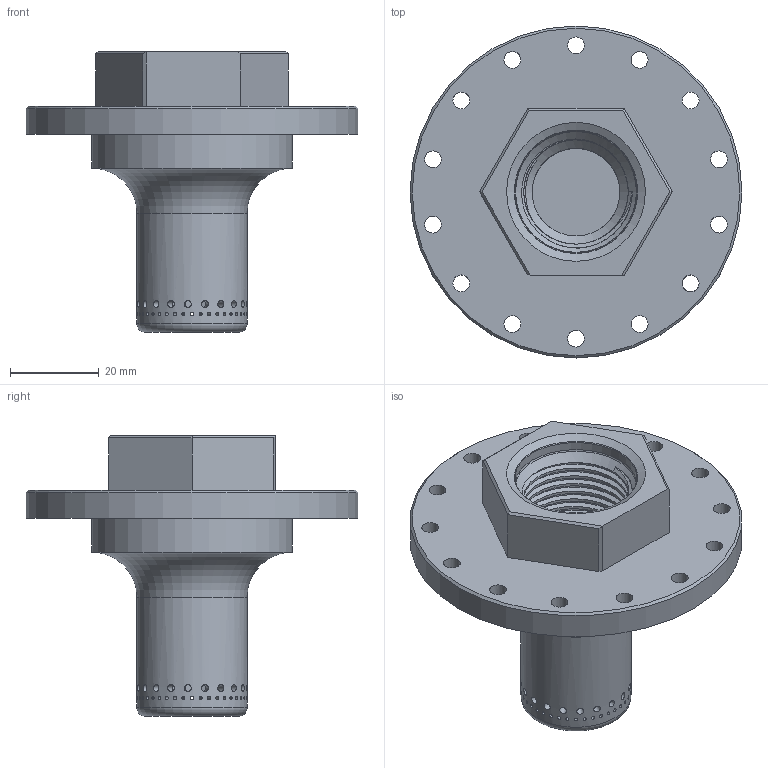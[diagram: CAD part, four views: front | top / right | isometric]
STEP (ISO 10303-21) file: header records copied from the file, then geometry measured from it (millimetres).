
FILE_DESCRIPTION(/* description */ (''),/* implementation_level */ '2;1');
FILE_NAME(/* name */ 'aluminum_pintle_tip.stp',/* time_stamp */ '2025-11-15T22:07:20-05:00',/* author */ (''),/* organization */ (''),/* preprocessor_version */ 'ST-DEVELOPER v18.102',/* originating_system */ 'SIEMENS PLM Software NX 2027',/* authorisation */ '');
FILE_SCHEMA (('AUTOMOTIVE_DESIGN { 1 0 10303 214 3 1 1 1 }'));
Length unit declared in the file: inch
Products named in the file (1): A_objects
Bounding box: 74.93 x 74.93 x 63.37 mm (x, y, z)
Volume: 50319.4 mm3; surface area: 21450.9 mm2
Topology: 1 solids, 1 shells, 118 faces, 336 edges, 223 vertices
Faces by surface type: cylinder 84, plane 22, cone 5, torus 4, bspline 3
Full cylindrical faces by diameter (mm): 0.711 x40, 1.587 x20, 3.175 x3, 3.797 x14, 19.812 x1, 24.892 x1, 27.584 x1, 45.212 x1, 74.93 x1
Entity records: 12184 total; most frequent: CARTESIAN_POINT 9524, ORIENTED_EDGE 444, DIRECTION 371, EDGE_LOOP 361, FACE_BOUND 337, EDGE_CURVE 222, VERTEX_POINT 203, AXIS2_PLACEMENT_3D 167
